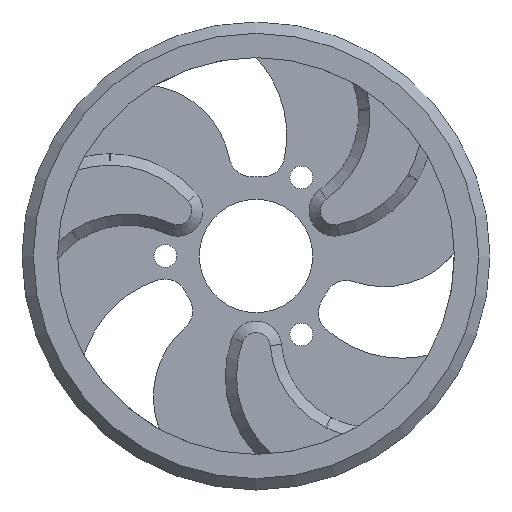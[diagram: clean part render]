
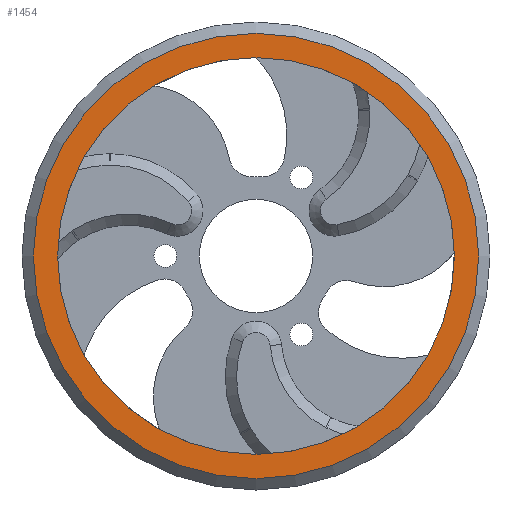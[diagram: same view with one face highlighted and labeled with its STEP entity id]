
A CAD part, left-side view. The second image highlights one B-rep face of the part: STEP entity #1454.
In plain terms, the highlighted planar face has unit normal (-1, 0, 0).
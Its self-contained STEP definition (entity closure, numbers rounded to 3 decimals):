
#66=FACE_BOUND('',#270,.T.);
#147=PLANE('',#1580);
#182=FACE_OUTER_BOUND('',#269,.T.);
#269=EDGE_LOOP('',(#1111));
#270=EDGE_LOOP('',(#1112));
#527=CIRCLE('',#1575,19.638);
#531=CIRCLE('',#1581,17.5);
#649=VERTEX_POINT('',#2555);
#653=VERTEX_POINT('',#2567);
#822=EDGE_CURVE('',#649,#649,#527,.T.);
#828=EDGE_CURVE('',#653,#653,#531,.T.);
#1111=ORIENTED_EDGE('',*,*,#822,.F.);
#1112=ORIENTED_EDGE('',*,*,#828,.T.);
#1454=ADVANCED_FACE('',(#182,#66),#147,.T.);
#1575=AXIS2_PLACEMENT_3D('',#2556,#1803,#1804);
#1580=AXIS2_PLACEMENT_3D('',#2566,#1815,#1816);
#1581=AXIS2_PLACEMENT_3D('',#2568,#1817,#1818);
#1803=DIRECTION('center_axis',(1.,0.,0.));
#1804=DIRECTION('ref_axis',(0.,0.,
1.));
#1815=DIRECTION('center_axis',(-1.,0.,0.));
#1816=DIRECTION('ref_axis',(0.,0.,1.));
#1817=DIRECTION('center_axis',(1.,0.,0.));
#1818=DIRECTION('ref_axis',(0.,0.,
1.));
#2555=CARTESIAN_POINT('',(50.09,16.304,-19.638));
#2556=CARTESIAN_POINT('Origin',(50.09,16.304,0.));
#2566=CARTESIAN_POINT('Origin',(50.09,16.304,0.));
#2567=CARTESIAN_POINT('',(50.09,16.304,-17.5));
#2568=CARTESIAN_POINT('Origin',(50.09,16.304,0.));
